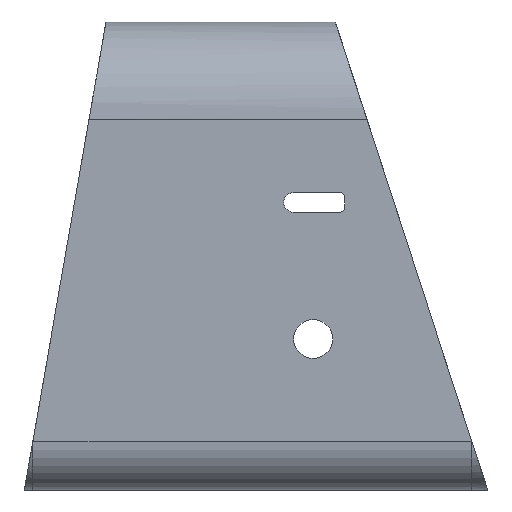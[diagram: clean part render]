
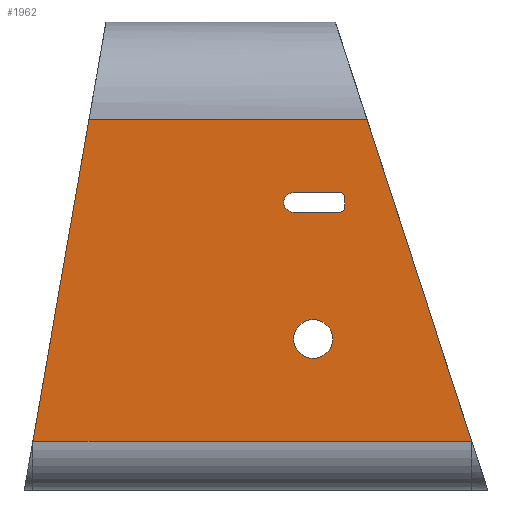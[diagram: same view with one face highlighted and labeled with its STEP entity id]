
A CAD part, front view. The second image highlights one B-rep face of the part: STEP entity #1962.
In plain terms, the highlighted planar face has unit normal (0, -1, 0).
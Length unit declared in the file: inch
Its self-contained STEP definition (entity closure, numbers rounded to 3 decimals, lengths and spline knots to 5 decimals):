
#18 = CIRCLE ( 'NONE', #2427, 0.025 ) ;
#19 = DIRECTION ( 'NONE',  ( 1., 0., 0. ) ) ;
#28 = DIRECTION ( 'NONE',  ( 0., 0., 1. ) ) ;
#52 = CIRCLE ( 'NONE', #1530, 0.05 ) ;
#66 = EDGE_CURVE ( 'NONE', #2380, #1235, #694, .T. ) ;
#73 = CARTESIAN_POINT ( 'NONE',  ( 1.33575, 0., -0.975 ) ) ;
#92 = VERTEX_POINT ( 'NONE', #1473 ) ;
#99 = CIRCLE ( 'NONE', #133, 0.025 ) ;
#100 = VERTEX_POINT ( 'NONE', #1838 ) ;
#104 = VERTEX_POINT ( 'NONE', #2279 ) ;
#114 = DIRECTION ( 'NONE',  ( 0., 0., 1. ) ) ;
#133 = AXIS2_PLACEMENT_3D ( 'NONE', #2090, #2494, #253 ) ;
#194 = ORIENTED_EDGE ( 'NONE', *, *, #1004, .T. ) ;
#205 = CARTESIAN_POINT ( 'NONE',  ( 1.28575, 0., -0.875 ) ) ;
#253 = DIRECTION ( 'NONE',  ( 0., 0., 1. ) ) ;
#260 = EDGE_LOOP ( 'NONE', ( #379, #2171, #1293, #746, #1032, #1876, #727 ) ) ;
#282 = CARTESIAN_POINT ( 'NONE',  ( 1.33575, 0., -0.925 ) ) ;
#287 = EDGE_CURVE ( 'NONE', #2048, #92, #52, .T. ) ;
#298 = VECTOR ( 'NONE', #1686, 39.37008 ) ;
#310 = EDGE_CURVE ( 'NONE', #92, #100, #467, .T. ) ;
#362 = DIRECTION ( 'NONE',  ( 0., 1., 0. ) ) ;
#379 = ORIENTED_EDGE ( 'NONE', *, *, #704, .T. ) ;
#382 = VECTOR ( 'NONE', #19, 39.37008 ) ;
#388 = VECTOR ( 'NONE', #1429, 39.37008 ) ;
#408 = DIRECTION ( 'NONE',  ( 0., 0., 1. ) ) ;
#422 = EDGE_LOOP ( 'NONE', ( #1465, #1343, #2323, #468 ) ) ;
#437 = DIRECTION ( 'NONE',  ( -0.172, 0., -0.985 ) ) ;
#467 = LINE ( 'NONE', #205, #382 ) ;
#468 = ORIENTED_EDGE ( 'NONE', *, *, #2054, .T. ) ;
#512 = AXIS2_PLACEMENT_3D ( 'NONE', #2431, #1174, #408 ) ;
#562 = VERTEX_POINT ( 'NONE', #73 ) ;
#602 = DIRECTION ( 'NONE',  ( 0., 0., 1. ) ) ;
#632 = LINE ( 'NONE', #2255, #642 ) ;
#642 = VECTOR ( 'NONE', #437, 39.37008 ) ;
#666 = CARTESIAN_POINT ( 'NONE',  ( 2.25, 0., -2.1495 ) ) ;
#694 = LINE ( 'NONE', #666, #298 ) ;
#704 = EDGE_CURVE ( 'NONE', #1305, #1424, #2440, .T. ) ;
#727 = ORIENTED_EDGE ( 'NONE', *, *, #1297, .T. ) ;
#744 = CARTESIAN_POINT ( 'NONE',  ( 1.437, 0., -1.725 ) ) ;
#746 = ORIENTED_EDGE ( 'NONE', *, *, #1208, .T. ) ;
#858 = VECTOR ( 'NONE', #1775, 39.37008 ) ;
#870 = EDGE_CURVE ( 'NONE', #2351, #1735, #1574, .T. ) ;
#993 = FACE_BOUND ( 'NONE', #2558, .T. ) ;
#1004 = EDGE_CURVE ( 'NONE', #1735, #2351, #1617, .T. ) ;
#1010 = CARTESIAN_POINT ( 'NONE',  ( 2.25, 0., -0.5 ) ) ;
#1032 = ORIENTED_EDGE ( 'NONE', *, *, #287, .T. ) ;
#1094 = CARTESIAN_POINT ( 'NONE',  ( 1.59875, 0., -0.95 ) ) ;
#1132 = CARTESIAN_POINT ( 'NONE',  ( 1.437, 0., -1.625 ) ) ;
#1145 = LINE ( 'NONE', #2120, #1866 ) ;
#1167 = EDGE_CURVE ( 'NONE', #1424, #1620, #18, .T. ) ;
#1174 = DIRECTION ( 'NONE',  ( 0., 1., 0. ) ) ;
#1208 = EDGE_CURVE ( 'NONE', #562, #2048, #1953, .T. ) ;
#1235 = VERTEX_POINT ( 'NONE', #1428 ) ;
#1245 = CARTESIAN_POINT ( 'NONE',  ( 1.33575, 0., -0.925 ) ) ;
#1289 = AXIS2_PLACEMENT_3D ( 'NONE', #1245, #2045, #1855 ) ;
#1292 = CARTESIAN_POINT ( 'NONE',  ( 1.57375, 0., -0.975 ) ) ;
#1293 = ORIENTED_EDGE ( 'NONE', *, *, #2357, .T. ) ;
#1297 = EDGE_CURVE ( 'NONE', #100, #1305, #99, .T. ) ;
#1305 = VERTEX_POINT ( 'NONE', #1667 ) ;
#1332 = DIRECTION ( 'NONE',  ( -0.31, 0., 0.951 ) ) ;
#1343 = ORIENTED_EDGE ( 'NONE', *, *, #2116, .T. ) ;
#1424 = VERTEX_POINT ( 'NONE', #1094 ) ;
#1428 = CARTESIAN_POINT ( 'NONE',  ( 2.25, 0., -2.1495 ) ) ;
#1429 = DIRECTION ( 'NONE',  ( 0., 0., -1. ) ) ;
#1453 = AXIS2_PLACEMENT_3D ( 'NONE', #2303, #2286, #28 ) ;
#1465 = ORIENTED_EDGE ( 'NONE', *, *, #66, .T. ) ;
#1473 = CARTESIAN_POINT ( 'NONE',  ( 1.33575, 0., -0.875 ) ) ;
#1519 = DIRECTION ( 'NONE',  ( 0., 0., 1. ) ) ;
#1530 = AXIS2_PLACEMENT_3D ( 'NONE', #282, #2327, #1519 ) ;
#1533 = DIRECTION ( 'NONE',  ( 0., 1., 0. ) ) ;
#1574 = CIRCLE ( 'NONE', #1453, 0.1 ) ;
#1585 = CARTESIAN_POINT ( 'NONE',  ( 1.57375, 0., -0.95 ) ) ;
#1591 = CARTESIAN_POINT ( 'NONE',  ( 0.28777, 0., -0.5 ) ) ;
#1595 = LINE ( 'NONE', #2580, #858 ) ;
#1603 = PLANE ( 'NONE',  #512 ) ;
#1617 = CIRCLE ( 'NONE', #2292, 0.1 ) ;
#1620 = VERTEX_POINT ( 'NONE', #1292 ) ;
#1619 = FACE_OUTER_BOUND ( 'NONE', #422, .T. ) ;
#1624 = DIRECTION ( 'NONE',  ( -1., 0., 0. ) ) ;
#1636 = LINE ( 'NONE', #1010, #1744 ) ;
#1659 = ORIENTED_EDGE ( 'NONE', *, *, #870, .T. ) ;
#1667 = CARTESIAN_POINT ( 'NONE',  ( 1.59875, 0., -0.9 ) ) ;
#1686 = DIRECTION ( 'NONE',  ( 1., 0., 0. ) ) ;
#1735 = VERTEX_POINT ( 'NONE', #744 ) ;
#1744 = VECTOR ( 'NONE', #1624, 39.37008 ) ;
#1764 = CARTESIAN_POINT ( 'NONE',  ( 0., 0., -2.1495 ) ) ;
#1775 = DIRECTION ( 'NONE',  ( -1., 0., 0. ) ) ;
#1828 = VERTEX_POINT ( 'NONE', #1591 ) ;
#1838 = CARTESIAN_POINT ( 'NONE',  ( 1.57375, 0., -0.875 ) ) ;
#1855 = DIRECTION ( 'NONE',  ( 0., 0., 1. ) ) ;
#1866 = VECTOR ( 'NONE', #1332, 39.37008 ) ;
#1876 = ORIENTED_EDGE ( 'NONE', *, *, #310, .T. ) ;
#1953 = CIRCLE ( 'NONE', #1289, 0.05 ) ;
#1962 = ADVANCED_FACE ( 'NONE', ( #993, #2227, #1619 ), #1603, .F. ) ;
#2031 = CARTESIAN_POINT ( 'NONE',  ( 1.59875, 0., -0.975 ) ) ;
#2045 = DIRECTION ( 'NONE',  ( 0., 1., 0. ) ) ;
#2048 = VERTEX_POINT ( 'NONE', #2457 ) ;
#2054 = EDGE_CURVE ( 'NONE', #1828, #2380, #632, .T. ) ;
#2090 = CARTESIAN_POINT ( 'NONE',  ( 1.57375, 0., -0.9 ) ) ;
#2116 = EDGE_CURVE ( 'NONE', #1235, #104, #1145, .T. ) ;
#2120 = CARTESIAN_POINT ( 'NONE',  ( 2.25, 0., -2.1495 ) ) ;
#2171 = ORIENTED_EDGE ( 'NONE', *, *, #1167, .T. ) ;
#2227 = FACE_BOUND ( 'NONE', #260, .T. ) ;
#2255 = CARTESIAN_POINT ( 'NONE',  ( 0.375, 0., 0. ) ) ;
#2279 = CARTESIAN_POINT ( 'NONE',  ( 1.71283, 0., -0.5 ) ) ;
#2286 = DIRECTION ( 'NONE',  ( 0., 1., 0. ) ) ;
#2292 = AXIS2_PLACEMENT_3D ( 'NONE', #1132, #1533, #114 ) ;
#2303 = CARTESIAN_POINT ( 'NONE',  ( 1.437, 0., -1.625 ) ) ;
#2307 = EDGE_CURVE ( 'NONE', #104, #1828, #1636, .T. ) ;
#2323 = ORIENTED_EDGE ( 'NONE', *, *, #2307, .T. ) ;
#2327 = DIRECTION ( 'NONE',  ( 0., 1., 0. ) ) ;
#2351 = VERTEX_POINT ( 'NONE', #2625 ) ;
#2357 = EDGE_CURVE ( 'NONE', #1620, #562, #1595, .T. ) ;
#2380 = VERTEX_POINT ( 'NONE', #1764 ) ;
#2427 = AXIS2_PLACEMENT_3D ( 'NONE', #1585, #362, #602 ) ;
#2431 = CARTESIAN_POINT ( 'NONE',  ( 2.25, 0., 0. ) ) ;
#2440 = LINE ( 'NONE', #2031, #388 ) ;
#2457 = CARTESIAN_POINT ( 'NONE',  ( 1.28575, 0., -0.925 ) ) ;
#2494 = DIRECTION ( 'NONE',  ( 0., 1., 0. ) ) ;
#2558 = EDGE_LOOP ( 'NONE', ( #1659, #194 ) ) ;
#2580 = CARTESIAN_POINT ( 'NONE',  ( 1.28575, 0., -0.975 ) ) ;
#2625 = CARTESIAN_POINT ( 'NONE',  ( 1.437, 0., -1.525 ) ) ;
